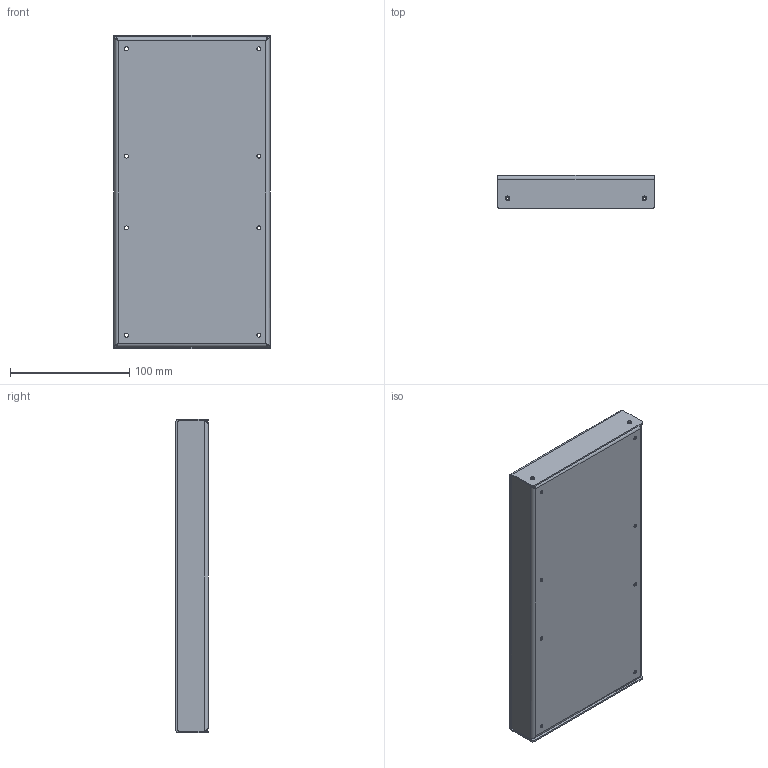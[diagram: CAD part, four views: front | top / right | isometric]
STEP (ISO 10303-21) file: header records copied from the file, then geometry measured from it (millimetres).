
FILE_DESCRIPTION(('FreeCAD Model'),'2;1');
FILE_NAME('driveboard_case_rfq1.step','2017-02-07T13:49:36',('Author'),(''), 'Open CASCADE STEP processor 6.8','FreeCAD','Unknown');
FILE_SCHEMA(('AUTOMOTIVE_DESIGN_CC2 { 1 2 10303 214 -1 1 5 4 }'));
Length unit declared in the file: millimetre
Products named in the file (4): ASSEMBLY; S-632-1_ZI_PEM_S-632-1_ZI--N003; COVER_CUT; BASE_CUT
Assembly tree (6 placements, depth 2):
  ASSEMBLY
    S-632-1_ZI_PEM_S-632-1_ZI--N003  x4
    COVER_CUT
    BASE_CUT
Bounding box: 131.52 x 27.47 x 262.94 mm (x, y, z)
Volume: 105680 mm3; surface area: 177538.8 mm2
Topology: 6 solids, 6 shells, 610 faces, 1662 edges, 1076 vertices
Faces by surface type: plane 472, cylinder 98, cone 32, bspline 8
Full cylindrical faces by diameter (mm): 3.2 x16, 8 x2
Entity records: 26143 total; most frequent: CARTESIAN_POINT 10680, DIRECTION 2464, ORIENTED_EDGE 1632, PCURVE 1632, DEFINITIONAL_REPRESENTATION 1632, LINE 1554, VECTOR 1554, EDGE_CURVE 816
